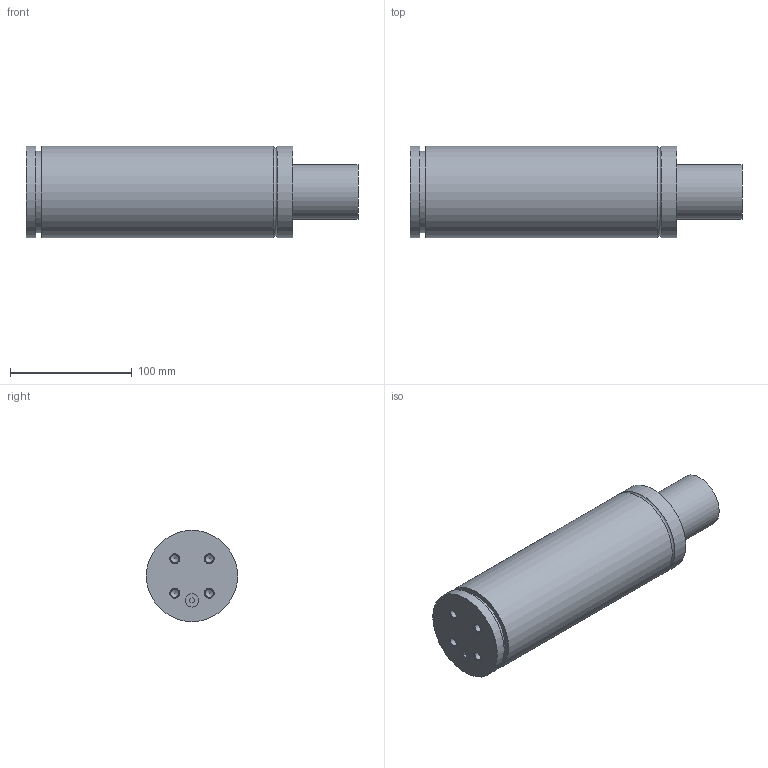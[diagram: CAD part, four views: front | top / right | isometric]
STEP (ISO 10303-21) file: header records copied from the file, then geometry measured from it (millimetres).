
FILE_DESCRIPTION(/* description */ ('STEP AP203'),/* implementation_level */ '2;1');
FILE_NAME(/* name */ 'O_04700_065_A.stp',/* time_stamp */ '2019-07-09T11:02:47+03:00',/* author */ ('Doğan'),/* organization */ (''),/* preprocessor_version */ 'ST-DEVELOPER v18',/* originating_system */ 'Autodesk Inventor 2020',/* authorisation */ '');
FILE_SCHEMA (('AUTOMOTIVE_DESIGN { 1 0 10303 214 3 1 1 }'));
Length unit declared in the file: millimetre
Products named in the file (1): O_04700_065_A
Bounding box: 273 x 75 x 75 mm (x, y, z)
Volume: 1046418.6 mm3; surface area: 71378.6 mm2
Topology: 1 solids, 1 shells, 35 faces, 97 edges, 69 vertices
Faces by surface type: plane 13, cylinder 11, cone 10, torus 1
Full cylindrical faces by diameter (mm): 6.8 x5, 11 x1, 45 x1, 67 x1, 75 x3
Entity records: 1184 total; most frequent: DIRECTION 217, CARTESIAN_POINT 197, ORIENTED_EDGE 184, EDGE_CURVE 92, AXIS2_PLACEMENT_3D 89, VERTEX_POINT 69, CIRCLE 53, EDGE_LOOP 45
